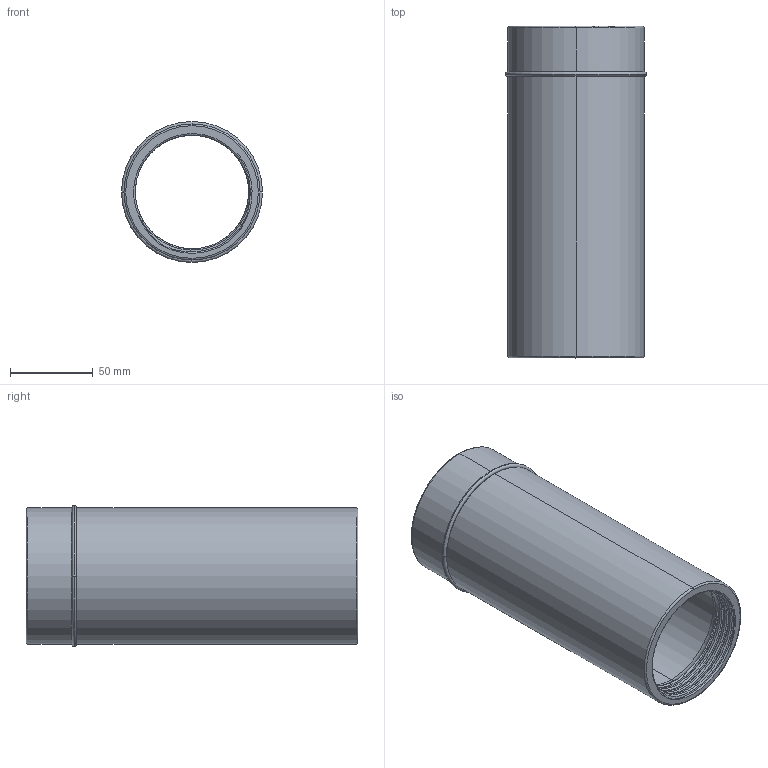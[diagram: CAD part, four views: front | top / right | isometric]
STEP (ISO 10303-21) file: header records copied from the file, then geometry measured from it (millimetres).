
FILE_DESCRIPTION (( 'STEP AP214' ), '1' );
FILE_NAME ('InnerChamber-UVC_LED_WaterBottle_v2.STEP', '2025-12-22T01:58:55', ( '' ), ( '' ), 'SwSTEP 2.0', 'SolidWorks 2024', '' );
FILE_SCHEMA (( 'AUTOMOTIVE_DESIGN' ));
Length unit declared in the file: millimetre
Products named in the file (1): InnerChamber-UVC_LED_WaterBottle_v2
Bounding box: 85 x 200 x 85 mm (x, y, z)
Volume: 243793.2 mm3; surface area: 105636 mm2
Topology: 2 solids, 2 shells, 62 faces, 157 edges, 97 vertices
Faces by surface type: cylinder 21, torus 18, bspline 10, plane 9, cone 4
Entity records: 6607 total; most frequent: CARTESIAN_POINT 5056, ORIENTED_EDGE 314, DIRECTION 263, EDGE_CURVE 157, AXIS2_PLACEMENT_3D 113, VERTEX_POINT 97, EDGE_LOOP 64, ADVANCED_FACE 62
